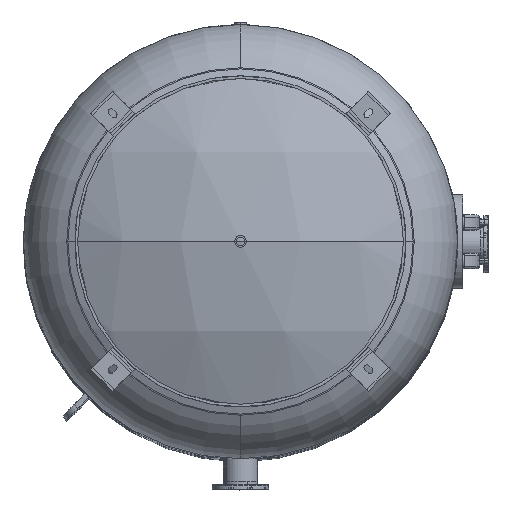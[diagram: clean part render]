
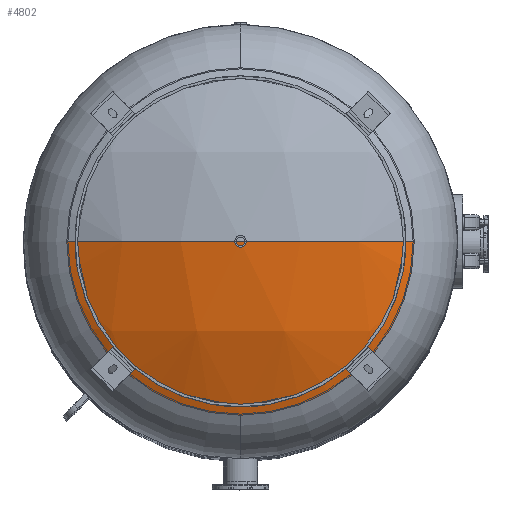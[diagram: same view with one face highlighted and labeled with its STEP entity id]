
A CAD part, top view. The second image highlights one B-rep face of the part: STEP entity #4802.
In plain terms, the highlighted spherical face has radius 1920.24 mm.
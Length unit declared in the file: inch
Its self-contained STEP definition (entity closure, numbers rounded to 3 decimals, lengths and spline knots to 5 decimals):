
#205 = EDGE_CURVE ( 'NONE', #19461, #12496, #14738, .T. ) ;
#1443 = EDGE_LOOP ( 'NONE', ( #21416, #7597, #13999, #7747 ) ) ;
#1475 = EDGE_CURVE ( 'NONE', #19461, #11752, #13658, .T. ) ;
#1675 = DIRECTION ( 'NONE',  ( 0., 1., 0. ) ) ;
#2117 = VERTEX_POINT ( 'NONE', #18159 ) ;
#2613 = CARTESIAN_POINT ( 'NONE',  ( 0., 0., -4.6 ) ) ;
#3406 = AXIS2_PLACEMENT_3D ( 'NONE', #20294, #8515, #1675 ) ;
#3435 = AXIS2_PLACEMENT_3D ( 'NONE', #2613, #14082, #4377 ) ;
#3902 = SPHERICAL_SURFACE ( 'NONE', #13383, 75.6 ) ;
#4377 = DIRECTION ( 'NONE',  ( 1., 0., 0. ) ) ;
#4787 = AXIS2_PLACEMENT_3D ( 'NONE', #9525, #16347, #6455 ) ;
#4802 = ADVANCED_FACE ( 'NONE', ( #16686 ), #3902, .T. ) ;
#6455 = DIRECTION ( 'NONE',  ( 0., 0., 1. ) ) ;
#7597 = ORIENTED_EDGE ( 'NONE', *, *, #1475, .T. ) ;
#7747 = ORIENTED_EDGE ( 'NONE', *, *, #13523, .F. ) ;
#8515 = DIRECTION ( 'NONE',  ( 0., 0., -1. ) ) ;
#8592 = AXIS2_PLACEMENT_3D ( 'NONE', #17244, #10100, #18470 ) ;
#9525 = CARTESIAN_POINT ( 'NONE',  ( 0., 0., -4.6 ) ) ;
#10100 = DIRECTION ( 'NONE',  ( 0., 0., -1. ) ) ;
#11752 = VERTEX_POINT ( 'NONE', #18020 ) ;
#12056 = CARTESIAN_POINT ( 'NONE',  ( 0., 0., -4.6 ) ) ;
#12131 = CARTESIAN_POINT ( 'NONE',  ( 0., 0., 71. ) ) ;
#12496 = VERTEX_POINT ( 'NONE', #21064 ) ;
#12914 = CIRCLE ( 'NONE', #3406, 33.6 ) ;
#13383 = AXIS2_PLACEMENT_3D ( 'NONE', #12056, #15482, #13836 ) ;
#13523 = EDGE_CURVE ( 'NONE', #12496, #2117, #12914, .T. ) ;
#13658 = CIRCLE ( 'NONE', #3435, 75.6 ) ;
#13836 = DIRECTION ( 'NONE',  ( 1., 0., 0. ) ) ;
#13999 = ORIENTED_EDGE ( 'NONE', *, *, #17723, .F. ) ;
#14082 = DIRECTION ( 'NONE',  ( 0., -1., 0. ) ) ;
#14738 = CIRCLE ( 'NONE', #4787, 75.6 ) ;
#15482 = DIRECTION ( 'NONE',  ( 0., -1., 0. ) ) ;
#16347 = DIRECTION ( 'NONE',  ( 0., 1., 0. ) ) ;
#16686 = FACE_OUTER_BOUND ( 'NONE', #1443, .T. ) ;
#17244 = CARTESIAN_POINT ( 'NONE',  ( 0., 0., 63.12297 ) ) ;
#17723 = EDGE_CURVE ( 'NONE', #2117, #11752, #21244, .T. ) ;
#18020 = CARTESIAN_POINT ( 'NONE',  ( -33.6, 0., 63.12297 ) ) ;
#18159 = CARTESIAN_POINT ( 'NONE',  ( 0., -33.6, 63.12297 ) ) ;
#18470 = DIRECTION ( 'NONE',  ( 0., 1., 0. ) ) ;
#19461 = VERTEX_POINT ( 'NONE', #12131 ) ;
#20294 = CARTESIAN_POINT ( 'NONE',  ( 0., 0., 63.12297 ) ) ;
#21064 = CARTESIAN_POINT ( 'NONE',  ( 33.6, 0., 63.12297 ) ) ;
#21244 = CIRCLE ( 'NONE', #8592, 33.6 ) ;
#21416 = ORIENTED_EDGE ( 'NONE', *, *, #205, .F. ) ;
